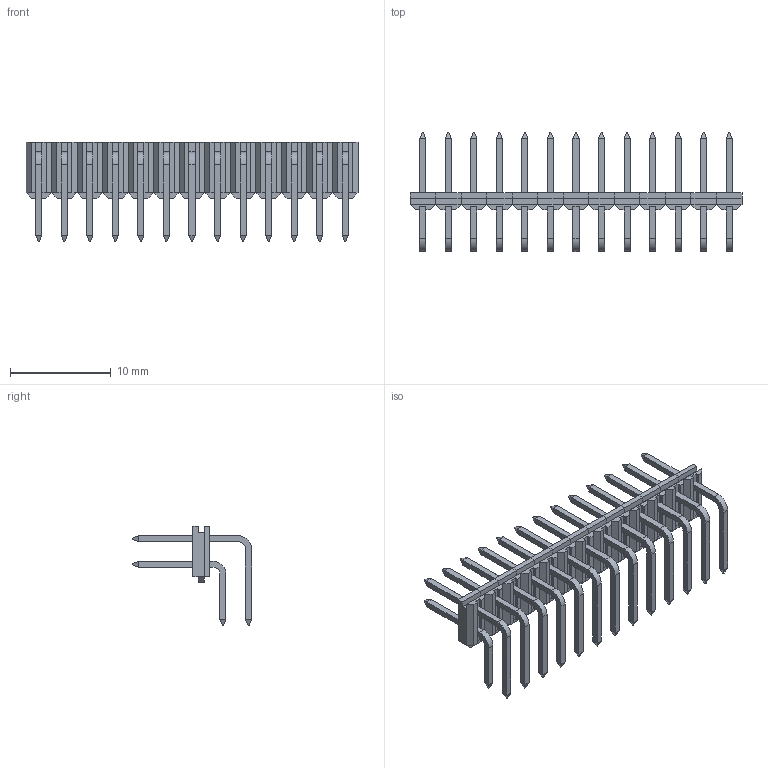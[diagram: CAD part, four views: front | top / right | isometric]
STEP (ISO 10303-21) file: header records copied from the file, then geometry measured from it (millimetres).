
FILE_DESCRIPTION((''),'2;1');
FILE_NAME('STELVIO-KONTEK_3910401126400.stp','2013-08-29T14:54:35',(''),(''),'Mechanical Desktop 2011','Mechanical Desktop 2011',', , ');
FILE_SCHEMA(('AUTOMOTIVE_DESIGN { 1 2 10303 214 1 1 1 1 }'));
Length unit declared in the file: millimetre
Products named in the file (1): Product
Bounding box: 33.02 x 11.84 x 9.87 mm (x, y, z)
Volume: 403.2 mm3; surface area: 1821.3 mm2
Topology: 78 solids, 78 shells, 910 faces, 2054 edges, 1300 vertices
Faces by surface type: plane 858, cylinder 52
Entity records: 24653 total; most frequent: CARTESIAN_POINT 4265, ORIENTED_EDGE 4108, DIRECTION 3980, EDGE_CURVE 2054, VECTOR 1950, LINE 1950, VERTEX_POINT 1300, AXIS2_PLACEMENT_3D 1015
